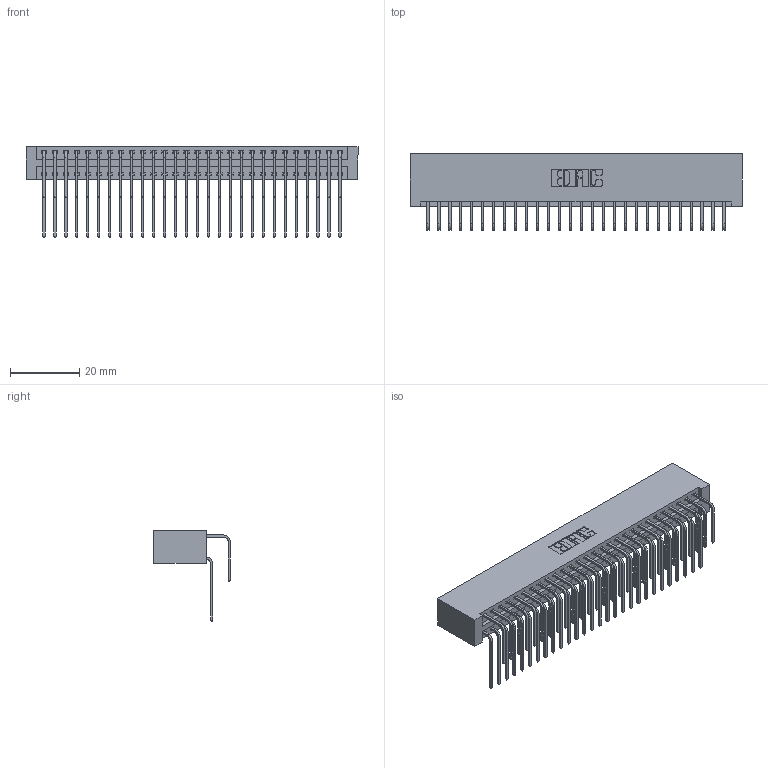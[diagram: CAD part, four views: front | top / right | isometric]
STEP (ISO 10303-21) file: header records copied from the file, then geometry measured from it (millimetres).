
FILE_DESCRIPTION (( 'STEP AP203' ), '1' );
FILE_NAME ('346-056-558-201.STEP', '2018-08-28T03:10:36', ( '' ), ( '' ), 'SwSTEP 2.0', 'SolidWorks 2016', '' );
FILE_SCHEMA (( 'CONFIG_CONTROL_DESIGN' ));
Length unit declared in the file: inch
Products named in the file (4): 346 Part_No Mounting Lugs; 345-292-001_558 559 Tail - 1; 345-292-001_558 Tail - 2; 346-056-558-201
Assembly tree (57 placements, depth 2):
  346-056-558-201
    346 Part_No Mounting Lugs
    345-292-001_558 559 Tail - 1  x28
    345-292-001_558 Tail - 2  x28
Bounding box: 96.14 x 22.16 x 26.16 mm (x, y, z)
Volume: 10162.3 mm3; surface area: 15461.7 mm2
Topology: 57 solids, 57 shells, 3138 faces, 9321 edges, 6138 vertices
Faces by surface type: plane 2144, cylinder 994
Entity records: 21665 total; most frequent: CARTESIAN_POINT 3639, ORIENTED_EDGE 3522, DIRECTION 3225, EDGE_CURVE 1761, LINE 1485, VECTOR 1485, VERTEX_POINT 1170, AXIS2_PLACEMENT_3D 870
